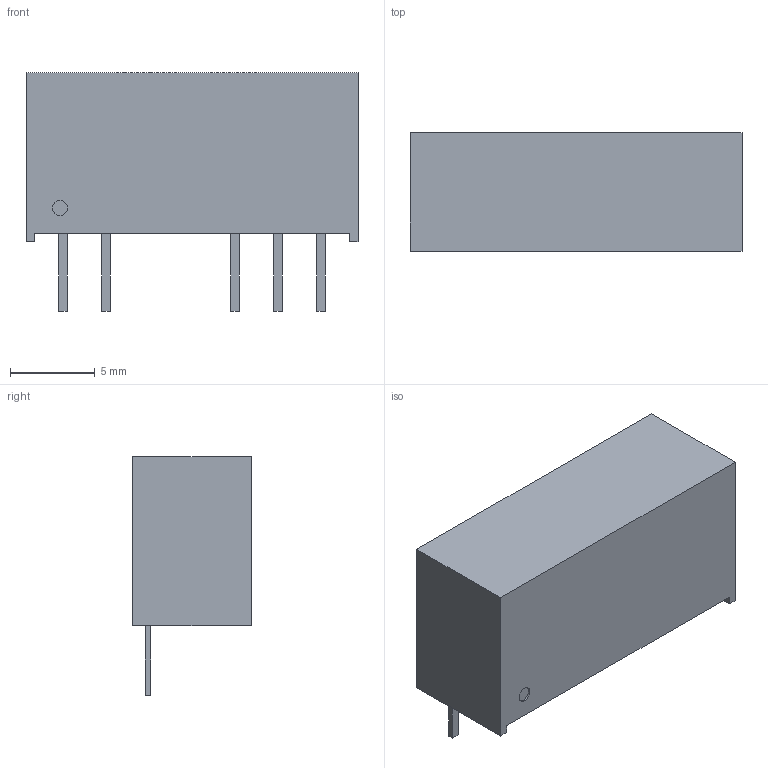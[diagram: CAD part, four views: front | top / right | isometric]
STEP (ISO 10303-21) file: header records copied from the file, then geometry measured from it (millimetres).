
FILE_DESCRIPTION(/* description */ (''),/* implementation_level */ '2;1');
FILE_NAME(/* name */ 'GAPTEC 3S7B_3U DUAL.step',/* time_stamp */ '2023-08-20T04:51:52+01:00',/* author */ (''),/* organization */ (''),/* preprocessor_version */ 'ST-DEVELOPER v20',/* originating_system */ 'Autodesk Translation Framework v12.9.0.99',/* authorisation */ '');
FILE_SCHEMA (('AUTOMOTIVE_DESIGN { 1 0 10303 214 3 1 1 }'));
Length unit declared in the file: millimetre
Products named in the file (1): GAPTEC 3S7B_3U DUAL
Bounding box: 19.6 x 7 x 14.1 mm (x, y, z)
Volume: 1310.3 mm3; surface area: 831.9 mm2
Topology: 1 solids, 1 shells, 37 faces, 87 edges, 58 vertices
Faces by surface type: plane 36, cylinder 1
Full cylindrical faces by diameter (mm): 0.9 x1
Entity records: 1109 total; most frequent: CARTESIAN_POINT 183, ORIENTED_EDGE 174, DIRECTION 165, EDGE_CURVE 87, LINE 85, VECTOR 85, VERTEX_POINT 58, EDGE_LOOP 43
